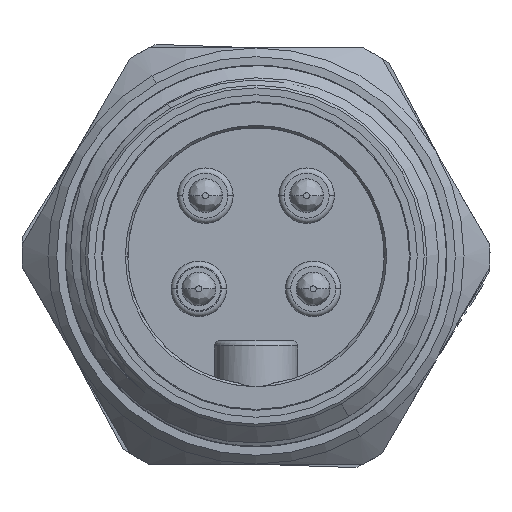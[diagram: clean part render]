
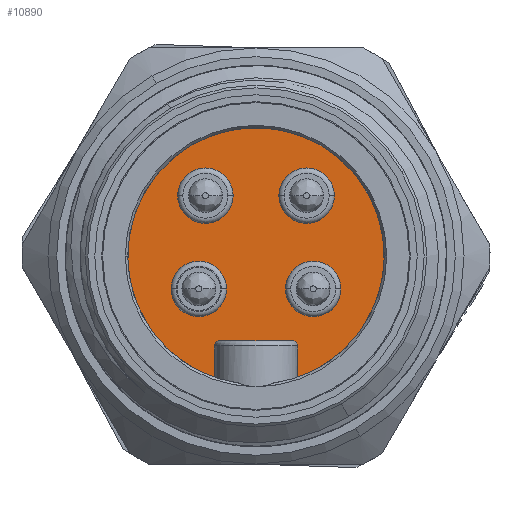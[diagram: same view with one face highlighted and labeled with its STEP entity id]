
A CAD part, front view. The second image highlights one B-rep face of the part: STEP entity #10890.
In plain terms, the highlighted planar face has unit normal (0, -1, 0).
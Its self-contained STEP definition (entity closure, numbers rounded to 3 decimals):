
#122=DIRECTION('',(0.,0.,1.));
#123=VECTOR('',#122,1.81);
#124=CARTESIAN_POINT('',(-2.4,-2.8,-7.));
#125=LINE('',#124,#123);
#126=CARTESIAN_POINT('',(-2.1,-2.8,-5.19));
#127=DIRECTION('',(0.,1.,0.));
#128=DIRECTION('',(-1.,0.,0.));
#129=AXIS2_PLACEMENT_3D('',#126,#127,#128);
#144=DIRECTION('',(1.,0.,0.));
#145=VECTOR('',#144,4.2);
#146=CARTESIAN_POINT('',(-2.1,-2.8,-4.89));
#147=LINE('',#146,#145);
#153=CARTESIAN_POINT('',(2.1,-2.8,-5.19));
#154=DIRECTION('',(0.,1.,0.));
#155=DIRECTION('',(0.,0.,1.));
#156=AXIS2_PLACEMENT_3D('',#153,#154,#155);
#162=DIRECTION('',(0.,0.,-1.));
#163=VECTOR('',#162,1.81);
#164=CARTESIAN_POINT('',(2.4,-2.8,-5.19));
#165=LINE('',#164,#163);
#166=CARTESIAN_POINT('',(0.,-2.8,0.));
#167=DIRECTION('',(0.,1.,0.));
#168=DIRECTION('',(-0.324,0.,-0.946));
#169=AXIS2_PLACEMENT_3D('',#166,#167,#168);
#171=CARTESIAN_POINT('',(-2.92,-2.8,3.48));
#172=DIRECTION('',(0.,-1.,0.));
#173=DIRECTION('',(1.,0.,0.));
#174=AXIS2_PLACEMENT_3D('',#171,#172,#173);
#176=CARTESIAN_POINT('',(-2.92,-2.8,3.48));
#177=DIRECTION('',(0.,-1.,0.));
#178=DIRECTION('',(-1.,0.,0.));
#179=AXIS2_PLACEMENT_3D('',#176,#177,#178);
#181=CARTESIAN_POINT('',(2.92,-2.8,3.48));
#182=DIRECTION('',(0.,-1.,0.));
#183=DIRECTION('',(1.,0.,0.));
#184=AXIS2_PLACEMENT_3D('',#181,#182,#183);
#186=CARTESIAN_POINT('',(2.92,-2.8,3.48));
#187=DIRECTION('',(0.,-1.,0.));
#188=DIRECTION('',(-1.,0.,0.));
#189=AXIS2_PLACEMENT_3D('',#186,#187,#188);
#191=CARTESIAN_POINT('',(-3.3,-2.8,-1.9));
#192=DIRECTION('',(0.,-1.,0.));
#193=DIRECTION('',(1.,0.,0.));
#194=AXIS2_PLACEMENT_3D('',#191,#192,#193);
#196=CARTESIAN_POINT('',(-3.3,-2.8,-1.9));
#197=DIRECTION('',(0.,-1.,0.));
#198=DIRECTION('',(-1.,0.,0.));
#199=AXIS2_PLACEMENT_3D('',#196,#197,#198);
#201=CARTESIAN_POINT('',(3.3,-2.8,-1.9));
#202=DIRECTION('',(0.,-1.,0.));
#203=DIRECTION('',(1.,0.,0.));
#204=AXIS2_PLACEMENT_3D('',#201,#202,#203);
#206=CARTESIAN_POINT('',(3.3,-2.8,-1.9));
#207=DIRECTION('',(0.,-1.,0.));
#208=DIRECTION('',(-1.,0.,0.));
#209=AXIS2_PLACEMENT_3D('',#206,#207,#208);
#9052=CARTESIAN_POINT('',(-2.4,-2.8,-7.));
#9053=VERTEX_POINT('',#9052);
#9054=CARTESIAN_POINT('',(2.4,-2.8,-7.));
#9055=VERTEX_POINT('',#9054);
#9056=CARTESIAN_POINT('',(-1.32,-2.8,3.48));
#9057=CARTESIAN_POINT('',(-4.52,-2.8,3.48));
#9058=VERTEX_POINT('',#9056);
#9059=VERTEX_POINT('',#9057);
#9060=CARTESIAN_POINT('',(4.52,-2.8,3.48));
#9061=CARTESIAN_POINT('',(1.32,-2.8,3.48));
#9062=VERTEX_POINT('',#9060);
#9063=VERTEX_POINT('',#9061);
#9064=CARTESIAN_POINT('',(-1.7,-2.8,-1.9));
#9065=CARTESIAN_POINT('',(-4.9,-2.8,-1.9));
#9066=VERTEX_POINT('',#9064);
#9067=VERTEX_POINT('',#9065);
#9093=CARTESIAN_POINT('',(2.4,-2.8,-5.19));
#9095=VERTEX_POINT('',#9093);
#9097=CARTESIAN_POINT('',(2.1,-2.8,-4.89));
#9099=VERTEX_POINT('',#9097);
#9104=CARTESIAN_POINT('',(-2.1,-2.8,-4.89));
#9105=VERTEX_POINT('',#9104);
#9106=CARTESIAN_POINT('',(-2.4,-2.8,-5.19));
#9107=VERTEX_POINT('',#9106);
#9108=CARTESIAN_POINT('',(4.9,-2.8,-1.9));
#9109=CARTESIAN_POINT('',(1.7,-2.8,-1.9));
#9110=VERTEX_POINT('',#9108);
#9111=VERTEX_POINT('',#9109);
#10852=CARTESIAN_POINT('',(-3.7,-2.8,0.));
#10853=DIRECTION('',(0.,-1.,0.));
#10854=DIRECTION('',(0.,0.,-1.));
#10855=AXIS2_PLACEMENT_3D('',#10852,#10853,#10854);
#10856=PLANE('',#10855);
#10857=ORIENTED_EDGE('',*,*,#10843,.F.);
#10858=ORIENTED_EDGE('',*,*,#10832,.F.);
#10859=ORIENTED_EDGE('',*,*,#10817,.F.);
#10860=ORIENTED_EDGE('',*,*,#10802,.F.);
#10861=ORIENTED_EDGE('',*,*,#10787,.F.);
#10863=ORIENTED_EDGE('',*,*,#10862,.T.);
#10864=EDGE_LOOP('',(#10857,#10858,#10859,#10860,#10861,#10863));
#10865=FACE_OUTER_BOUND('',#10864,.F.);
#10867=ORIENTED_EDGE('',*,*,#10866,.T.);
#10869=ORIENTED_EDGE('',*,*,#10868,.T.);
#10870=EDGE_LOOP('',(#10867,#10869));
#10871=FACE_BOUND('',#10870,.F.);
#10873=ORIENTED_EDGE('',*,*,#10872,.T.);
#10875=ORIENTED_EDGE('',*,*,#10874,.T.);
#10876=EDGE_LOOP('',(#10873,#10875));
#10877=FACE_BOUND('',#10876,.F.);
#10879=ORIENTED_EDGE('',*,*,#10878,.T.);
#10881=ORIENTED_EDGE('',*,*,#10880,.T.);
#10882=EDGE_LOOP('',(#10879,#10881));
#10883=FACE_BOUND('',#10882,.F.);
#10885=ORIENTED_EDGE('',*,*,#10884,.T.);
#10887=ORIENTED_EDGE('',*,*,#10886,.T.);
#10888=EDGE_LOOP('',(#10885,#10887));
#10889=FACE_BOUND('',#10888,.F.);
#130=CIRCLE('',#129,0.3);
#157=CIRCLE('',#156,0.3);
#170=CIRCLE('',#169,7.4);
#175=CIRCLE('',#174,1.6);
#180=CIRCLE('',#179,1.6);
#185=CIRCLE('',#184,1.6);
#190=CIRCLE('',#189,1.6);
#195=CIRCLE('',#194,1.6);
#200=CIRCLE('',#199,1.6);
#205=CIRCLE('',#204,1.6);
#210=CIRCLE('',#209,1.6);
#10787=EDGE_CURVE('',#9053,#9107,#125,.T.);
#10802=EDGE_CURVE('',#9107,#9105,#130,.T.);
#10817=EDGE_CURVE('',#9105,#9099,#147,.T.);
#10832=EDGE_CURVE('',#9099,#9095,#157,.T.);
#10843=EDGE_CURVE('',#9095,#9055,#165,.T.);
#10862=EDGE_CURVE('',#9053,#9055,#170,.T.);
#10866=EDGE_CURVE('',#9058,#9059,#175,.T.);
#10868=EDGE_CURVE('',#9059,#9058,#180,.T.);
#10872=EDGE_CURVE('',#9062,#9063,#185,.T.);
#10874=EDGE_CURVE('',#9063,#9062,#190,.T.);
#10878=EDGE_CURVE('',#9066,#9067,#195,.T.);
#10880=EDGE_CURVE('',#9067,#9066,#200,.T.);
#10884=EDGE_CURVE('',#9110,#9111,#205,.T.);
#10886=EDGE_CURVE('',#9111,#9110,#210,.T.);
#10890=ADVANCED_FACE('',(#10865,#10871,#10877,#10883,#10889),#10856,.T.);
